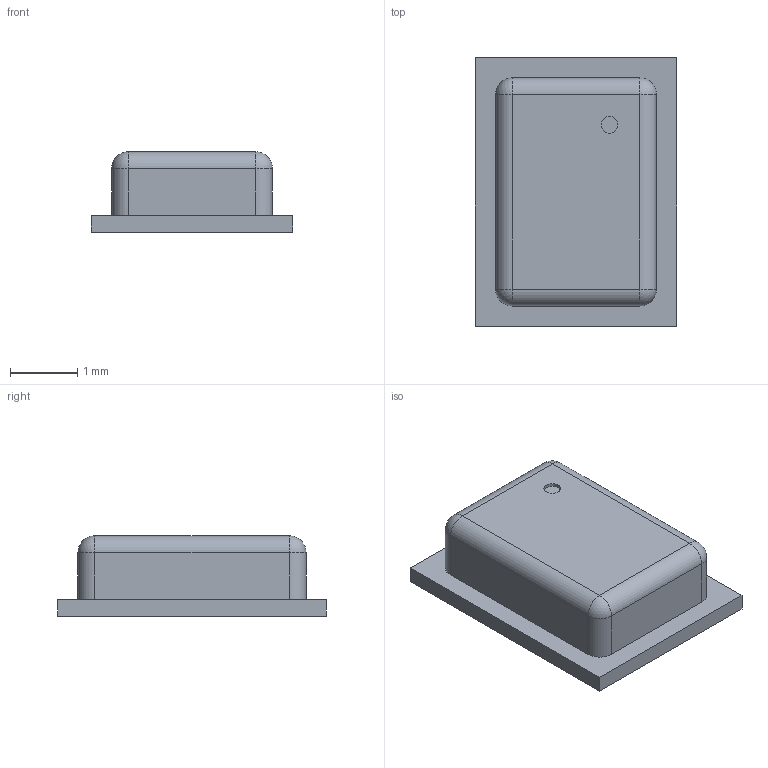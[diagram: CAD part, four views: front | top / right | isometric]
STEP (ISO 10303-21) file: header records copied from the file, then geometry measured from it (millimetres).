
FILE_DESCRIPTION(/* description */ (''),/* implementation_level */ '2;1');
FILE_NAME(/* name */ 'IM69D130.step',/* time_stamp */ '2019-11-22T15:55:26+01:00',/* author */ (''),/* organization */ (''),/* preprocessor_version */ 'ST-DEVELOPER v18',/* originating_system */ 'Autodesk Translation Framework v8.9.1.1155',/* authorisation */ '');
FILE_SCHEMA (('AUTOMOTIVE_DESIGN { 1 0 10303 214 3 1 1 }'));
Length unit declared in the file: millimetre
Products named in the file (1): (Unsaved)
Bounding box: 3 x 4 x 1.2 mm (x, y, z)
Volume: 10.6 mm3; surface area: 36.9 mm2
Topology: 1 solids, 1 shells, 25 faces, 51 edges, 30 vertices
Faces by surface type: plane 12, cylinder 9, sphere 4
Full cylindrical faces by diameter (mm): 0.25 x1
Entity records: 680 total; most frequent: DIRECTION 121, CARTESIAN_POINT 107, ORIENTED_EDGE 102, EDGE_CURVE 51, AXIS2_PLACEMENT_3D 44, LINE 33, VECTOR 33, VERTEX_POINT 30
